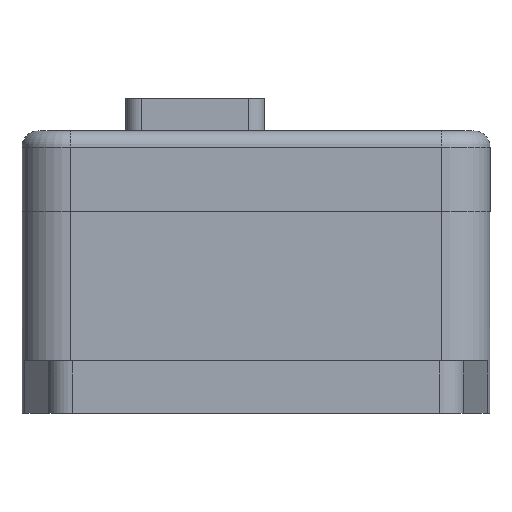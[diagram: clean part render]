
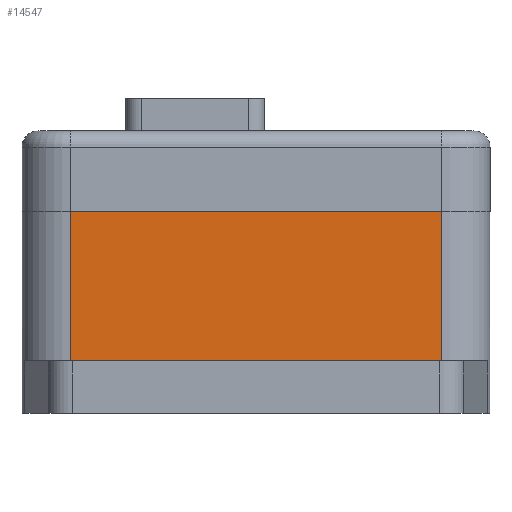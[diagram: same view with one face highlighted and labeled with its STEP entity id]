
A CAD part, left-side view. The second image highlights one B-rep face of the part: STEP entity #14547.
In plain terms, the highlighted planar face has unit normal (-1, 0, 0).
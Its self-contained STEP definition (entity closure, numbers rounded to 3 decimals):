
#354 = LINE ( 'NONE', #3165, #8561 ) ;
#503 = DIRECTION ( 'NONE',  ( 0., -1., 0. ) ) ;
#1532 = VERTEX_POINT ( 'NONE', #2875 ) ;
#2468 = CARTESIAN_POINT ( 'NONE',  ( -53.369, -4.081, 52.25 ) ) ;
#2821 = DIRECTION ( 'NONE',  ( 0., 1., 0. ) ) ;
#2875 = CARTESIAN_POINT ( 'NONE',  ( -53.369, -4.081, 70.75 ) ) ;
#3121 = EDGE_CURVE ( 'NONE', #8706, #1532, #21351, .T. ) ;
#3165 = CARTESIAN_POINT ( 'NONE',  ( -53.369, 47.919, 70.75 ) ) ;
#3507 = CARTESIAN_POINT ( 'NONE',  ( -53.369, 41.919, 70.75 ) ) ;
#3949 = CARTESIAN_POINT ( 'NONE',  ( -53.369, 47.919, 52.25 ) ) ;
#6080 = EDGE_CURVE ( 'NONE', #14805, #1532, #354, .T. ) ;
#6418 = CARTESIAN_POINT ( 'NONE',  ( -53.369, 47.919, 70.75 ) ) ;
#6999 = ORIENTED_EDGE ( 'NONE', *, *, #3121, .T. ) ;
#7645 = EDGE_CURVE ( 'NONE', #18338, #8706, #11974, .T. ) ;
#8561 = VECTOR ( 'NONE', #18814, 1000. ) ;
#8706 = VERTEX_POINT ( 'NONE', #2468 ) ;
#9903 = PLANE ( 'NONE',  #16756 ) ;
#11974 = LINE ( 'NONE', #3949, #22308 ) ;
#12115 = VECTOR ( 'NONE', #17091, 1000. ) ;
#13648 = EDGE_LOOP ( 'NONE', ( #14843, #20386, #6999, #19036 ) ) ;
#13972 = CARTESIAN_POINT ( 'NONE',  ( -53.369, 41.919, 52.25 ) ) ;
#14547 = ADVANCED_FACE ( 'NONE', ( #15993 ), #9903, .F. ) ;
#14759 = CARTESIAN_POINT ( 'NONE',  ( -53.369, -4.081, 70.75 ) ) ;
#14805 = VERTEX_POINT ( 'NONE', #21349 ) ;
#14843 = ORIENTED_EDGE ( 'NONE', *, *, #21288, .T. ) ;
#15993 = FACE_OUTER_BOUND ( 'NONE', #13648, .T. ) ;
#16452 = LINE ( 'NONE', #3507, #17511 ) ;
#16661 = DIRECTION ( 'NONE',  ( 1., 0., 0. ) ) ;
#16756 = AXIS2_PLACEMENT_3D ( 'NONE', #6418, #16661, #2821 ) ;
#17091 = DIRECTION ( 'NONE',  ( 0., 0., 1. ) ) ;
#17187 = DIRECTION ( 'NONE',  ( 0., 0., -1. ) ) ;
#17511 = VECTOR ( 'NONE', #17187, 1000. ) ;
#18338 = VERTEX_POINT ( 'NONE', #13972 ) ;
#18814 = DIRECTION ( 'NONE',  ( 0., -1., 0. ) ) ;
#19036 = ORIENTED_EDGE ( 'NONE', *, *, #6080, .F. ) ;
#20386 = ORIENTED_EDGE ( 'NONE', *, *, #7645, .T. ) ;
#21288 = EDGE_CURVE ( 'NONE', #14805, #18338, #16452, .T. ) ;
#21349 = CARTESIAN_POINT ( 'NONE',  ( -53.369, 41.919, 70.75 ) ) ;
#21351 = LINE ( 'NONE', #14759, #12115 ) ;
#22308 = VECTOR ( 'NONE', #503, 1000. ) ;
